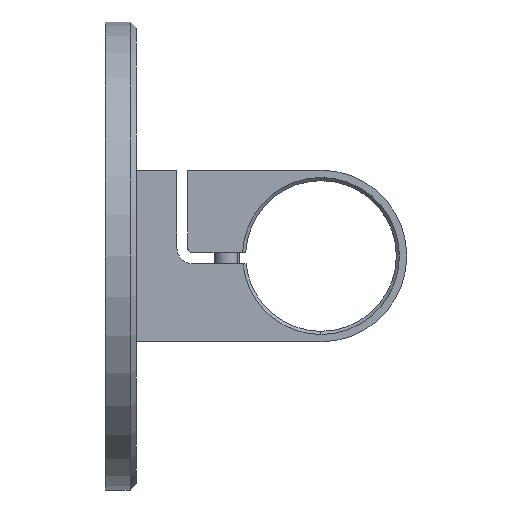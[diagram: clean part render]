
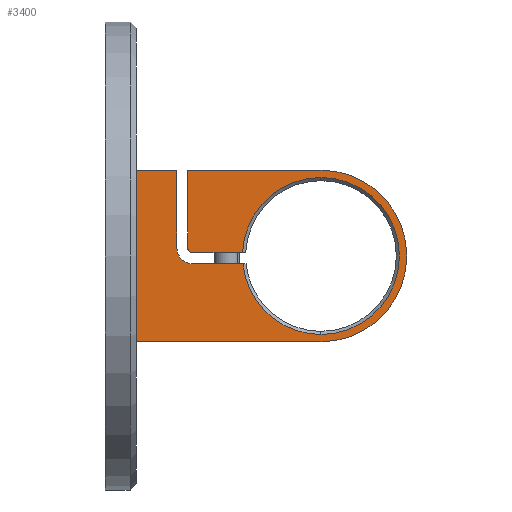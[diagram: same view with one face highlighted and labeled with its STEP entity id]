
A CAD part, front view. The second image highlights one B-rep face of the part: STEP entity #3400.
In plain terms, the highlighted planar face has unit normal (0, -1, 0).
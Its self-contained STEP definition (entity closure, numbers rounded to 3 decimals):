
#4 = DIRECTION ( 'NONE',  ( 0., 0., 1. ) ) ;
#171 = VERTEX_POINT ( 'NONE', #2253 ) ;
#283 = CARTESIAN_POINT ( 'NONE',  ( -59.15, -8., 27.5 ) ) ;
#709 = VECTOR ( 'NONE', #5294, 1000. ) ;
#726 = DIRECTION ( 'NONE',  ( 0., -1., 0. ) ) ;
#930 = DIRECTION ( 'NONE',  ( -1., 0., 0. ) ) ;
#970 = VECTOR ( 'NONE', #930, 1000. ) ;
#1266 = AXIS2_PLACEMENT_3D ( 'NONE', #4702, #726, #7703 ) ;
#1267 = LINE ( 'NONE', #8985, #970 ) ;
#1295 = CARTESIAN_POINT ( 'NONE',  ( 0., -8., 0. ) ) ;
#1342 = EDGE_CURVE ( 'NONE', #6408, #11543, #3196, .T. ) ;
#1448 = DIRECTION ( 'NONE',  ( -1., 0., 0. ) ) ;
#1483 = CARTESIAN_POINT ( 'NONE',  ( 0., -8., 0. ) ) ;
#1490 = EDGE_CURVE ( 'NONE', #7040, #7151, #12205, .T. ) ;
#1500 = CARTESIAN_POINT ( 'NONE',  ( -46.15, -8., 27.5 ) ) ;
#1592 = CARTESIAN_POINT ( 'NONE',  ( -24.129, -8., 1. ) ) ;
#1714 = ORIENTED_EDGE ( 'NONE', *, *, #3683, .F. ) ;
#1749 = VERTEX_POINT ( 'NONE', #8505 ) ;
#1799 = CARTESIAN_POINT ( 'NONE',  ( -42.65, -8., 2.5 ) ) ;
#1853 = ORIENTED_EDGE ( 'NONE', *, *, #7338, .F. ) ;
#1926 = CARTESIAN_POINT ( 'NONE',  ( -46.15, -8., 2.5 ) ) ;
#1981 = CARTESIAN_POINT ( 'NONE',  ( -24.02, -8., -2.5 ) ) ;
#2204 = LINE ( 'NONE', #1592, #5197 ) ;
#2253 = CARTESIAN_POINT ( 'NONE',  ( 0., -8., -25.15 ) ) ;
#2254 = DIRECTION ( 'NONE',  ( 0., 0., 1. ) ) ;
#2461 = CARTESIAN_POINT ( 'NONE',  ( -42.65, -8., 27.5 ) ) ;
#2703 = CIRCLE ( 'NONE', #1266, 5. ) ;
#2829 = DIRECTION ( 'NONE',  ( 0., 0., 1. ) ) ;
#3023 = CIRCLE ( 'NONE', #7503, 27.5 ) ;
#3089 = EDGE_CURVE ( 'NONE', #1749, #6438, #3023, .T. ) ;
#3196 = LINE ( 'NONE', #9236, #709 ) ;
#3238 = CARTESIAN_POINT ( 'NONE',  ( -41.15, -8., 2.5 ) ) ;
#3318 = EDGE_LOOP ( 'NONE', ( #3600, #3438, #8236, #12610, #11995, #12216, #8117, #4869, #1853, #1714, #8144, #6559, #12333, #6742 ) ) ;
#3400 = ADVANCED_FACE ( 'NONE', ( #11584 ), #11918, .F. ) ;
#3438 = ORIENTED_EDGE ( 'NONE', *, *, #9298, .T. ) ;
#3522 = VERTEX_POINT ( 'NONE', #10155 ) ;
#3600 = ORIENTED_EDGE ( 'NONE', *, *, #4125, .F. ) ;
#3683 = EDGE_CURVE ( 'NONE', #6438, #9536, #1267, .T. ) ;
#3688 = CARTESIAN_POINT ( 'NONE',  ( 0., -8., 0. ) ) ;
#3705 = AXIS2_PLACEMENT_3D ( 'NONE', #3688, #8556, #6520 ) ;
#3845 = DIRECTION ( 'NONE',  ( 0., 1., 0. ) ) ;
#4077 = CARTESIAN_POINT ( 'NONE',  ( -41.15, -8., 1. ) ) ;
#4125 = EDGE_CURVE ( 'NONE', #6405, #5915, #2204, .T. ) ;
#4198 = EDGE_CURVE ( 'NONE', #7151, #7366, #2703, .T. ) ;
#4335 = DIRECTION ( 'NONE',  ( 0., 1., 0. ) ) ;
#4702 = CARTESIAN_POINT ( 'NONE',  ( -41.15, -8., 2.5 ) ) ;
#4726 = EDGE_CURVE ( 'NONE', #9769, #7040, #12166, .T. ) ;
#4854 = CARTESIAN_POINT ( 'NONE',  ( 0., -8., 27.5 ) ) ;
#4869 = ORIENTED_EDGE ( 'NONE', *, *, #4726, .F. ) ;
#4889 = DIRECTION ( 'NONE',  ( 1., 0., 0. ) ) ;
#5079 = VECTOR ( 'NONE', #9851, 1000. ) ;
#5083 = EDGE_CURVE ( 'NONE', #7366, #3522, #6837, .T. ) ;
#5197 = VECTOR ( 'NONE', #1448, 1000. ) ;
#5294 = DIRECTION ( 'NONE',  ( 0., 0., 1. ) ) ;
#5687 = CIRCLE ( 'NONE', #9491, 25.15 ) ;
#5915 = VERTEX_POINT ( 'NONE', #4077 ) ;
#5923 = CIRCLE ( 'NONE', #11000, 25.15 ) ;
#5968 = CARTESIAN_POINT ( 'NONE',  ( -25.13, -8., 1. ) ) ;
#6405 = VERTEX_POINT ( 'NONE', #5968 ) ;
#6408 = VERTEX_POINT ( 'NONE', #1799 ) ;
#6429 = VECTOR ( 'NONE', #11964, 1000. ) ;
#6436 = CARTESIAN_POINT ( 'NONE',  ( -41.15, -8., -2.5 ) ) ;
#6438 = VERTEX_POINT ( 'NONE', #12819 ) ;
#6520 = DIRECTION ( 'NONE',  ( 0., 0., 1. ) ) ;
#6559 = ORIENTED_EDGE ( 'NONE', *, *, #7553, .F. ) ;
#6597 = DIRECTION ( 'NONE',  ( 1., 0., 0. ) ) ;
#6649 = AXIS2_PLACEMENT_3D ( 'NONE', #11876, #3845, #4 ) ;
#6742 = ORIENTED_EDGE ( 'NONE', *, *, #9716, .F. ) ;
#6837 = LINE ( 'NONE', #1981, #8562 ) ;
#6901 = VECTOR ( 'NONE', #6597, 1000. ) ;
#7040 = VERTEX_POINT ( 'NONE', #8392 ) ;
#7151 = VERTEX_POINT ( 'NONE', #11899 ) ;
#7338 = EDGE_CURVE ( 'NONE', #9536, #9769, #10115, .T. ) ;
#7366 = VERTEX_POINT ( 'NONE', #6436 ) ;
#7503 = AXIS2_PLACEMENT_3D ( 'NONE', #1483, #4335, #12471 ) ;
#7553 = EDGE_CURVE ( 'NONE', #11543, #1749, #9980, .T. ) ;
#7678 = CARTESIAN_POINT ( 'NONE',  ( 0., -8., 0. ) ) ;
#7703 = DIRECTION ( 'NONE',  ( 0., 0., 1. ) ) ;
#8080 = CIRCLE ( 'NONE', #9249, 1.5 ) ;
#8117 = ORIENTED_EDGE ( 'NONE', *, *, #1490, .F. ) ;
#8144 = ORIENTED_EDGE ( 'NONE', *, *, #3089, .F. ) ;
#8236 = ORIENTED_EDGE ( 'NONE', *, *, #10063, .T. ) ;
#8237 = DIRECTION ( 'NONE',  ( 0., 1., 0. ) ) ;
#8384 = CARTESIAN_POINT ( 'NONE',  ( 0., -8., 25.15 ) ) ;
#8392 = CARTESIAN_POINT ( 'NONE',  ( -46.15, -8., 27.5 ) ) ;
#8501 = CARTESIAN_POINT ( 'NONE',  ( -59.15, -8., -27.5 ) ) ;
#8505 = CARTESIAN_POINT ( 'NONE',  ( 0., -8., 27.5 ) ) ;
#8556 = DIRECTION ( 'NONE',  ( 0., 1., 0. ) ) ;
#8562 = VECTOR ( 'NONE', #4889, 1000. ) ;
#8985 = CARTESIAN_POINT ( 'NONE',  ( 0., -8., -27.5 ) ) ;
#9236 = CARTESIAN_POINT ( 'NONE',  ( -42.65, -8., 2.5 ) ) ;
#9249 = AXIS2_PLACEMENT_3D ( 'NONE', #3238, #11185, #12247 ) ;
#9298 = EDGE_CURVE ( 'NONE', #6405, #12640, #5923, .T. ) ;
#9491 = AXIS2_PLACEMENT_3D ( 'NONE', #7678, #12791, #2829 ) ;
#9536 = VERTEX_POINT ( 'NONE', #8501 ) ;
#9716 = EDGE_CURVE ( 'NONE', #5915, #6408, #8080, .T. ) ;
#9769 = VERTEX_POINT ( 'NONE', #283 ) ;
#9851 = DIRECTION ( 'NONE',  ( 0., 0., -1. ) ) ;
#9980 = LINE ( 'NONE', #4854, #6429 ) ;
#10063 = EDGE_CURVE ( 'NONE', #12640, #171, #10406, .T. ) ;
#10115 = LINE ( 'NONE', #11272, #10447 ) ;
#10155 = CARTESIAN_POINT ( 'NONE',  ( -25.025, -8., -2.5 ) ) ;
#10406 = CIRCLE ( 'NONE', #3705, 25.15 ) ;
#10447 = VECTOR ( 'NONE', #12329, 1000. ) ;
#11000 = AXIS2_PLACEMENT_3D ( 'NONE', #1295, #8237, #2254 ) ;
#11185 = DIRECTION ( 'NONE',  ( 0., 1., 0. ) ) ;
#11272 = CARTESIAN_POINT ( 'NONE',  ( -59.15, -8., -27.5 ) ) ;
#11543 = VERTEX_POINT ( 'NONE', #2461 ) ;
#11584 = FACE_OUTER_BOUND ( 'NONE', #3318, .T. ) ;
#11876 = CARTESIAN_POINT ( 'NONE',  ( 0., -8., 0. ) ) ;
#11899 = CARTESIAN_POINT ( 'NONE',  ( -46.15, -8., 2.5 ) ) ;
#11918 = PLANE ( 'NONE',  #6649 ) ;
#11964 = DIRECTION ( 'NONE',  ( 1., 0., 0. ) ) ;
#11995 = ORIENTED_EDGE ( 'NONE', *, *, #5083, .F. ) ;
#12166 = LINE ( 'NONE', #1500, #6901 ) ;
#12205 = LINE ( 'NONE', #1926, #5079 ) ;
#12216 = ORIENTED_EDGE ( 'NONE', *, *, #4198, .F. ) ;
#12222 = EDGE_CURVE ( 'NONE', #171, #3522, #5687, .T. ) ;
#12247 = DIRECTION ( 'NONE',  ( 0., 0., 1. ) ) ;
#12329 = DIRECTION ( 'NONE',  ( 0., 0., 1. ) ) ;
#12333 = ORIENTED_EDGE ( 'NONE', *, *, #1342, .F. ) ;
#12471 = DIRECTION ( 'NONE',  ( 0., 0., 1. ) ) ;
#12610 = ORIENTED_EDGE ( 'NONE', *, *, #12222, .T. ) ;
#12640 = VERTEX_POINT ( 'NONE', #8384 ) ;
#12791 = DIRECTION ( 'NONE',  ( 0., 1., 0. ) ) ;
#12819 = CARTESIAN_POINT ( 'NONE',  ( 0., -8., -27.5 ) ) ;
